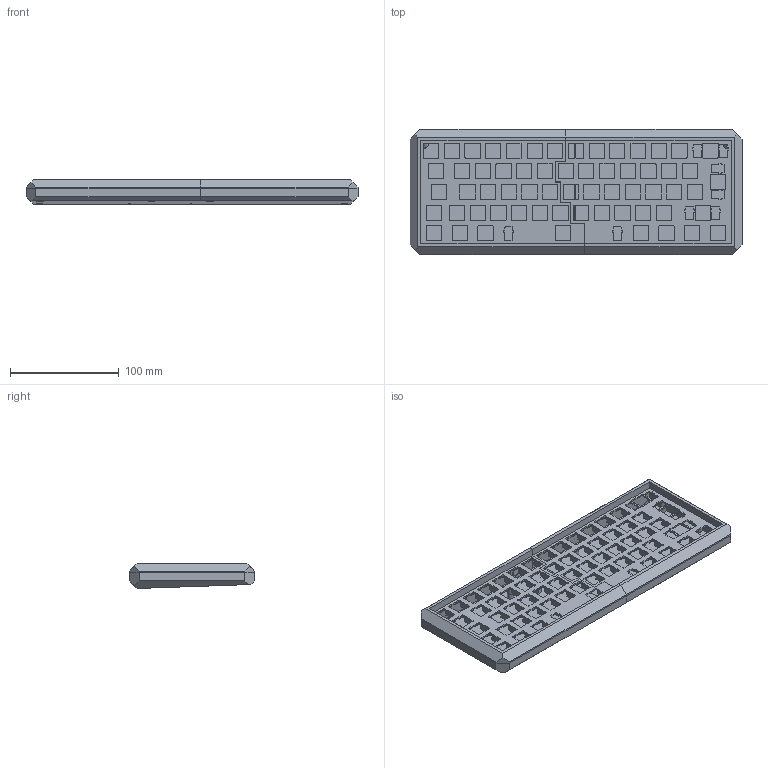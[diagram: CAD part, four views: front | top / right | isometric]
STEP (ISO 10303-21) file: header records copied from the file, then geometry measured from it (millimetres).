
FILE_DESCRIPTION(/* description */ (''),/* implementation_level */ '2;1');
FILE_NAME(/* name */ 'w60 iso v1.step',/* time_stamp */ '2021-11-06T22:04:57+01:00',/* author */ (''),/* organization */ (''),/* preprocessor_version */ 'ST-DEVELOPER v18.1',/* originating_system */ 'Autodesk Translation Framework v10.10.0.1391',/* authorisation */ '');
FILE_SCHEMA (('AUTOMOTIVE_DESIGN { 1 0 10303 214 3 1 1 }'));
Products named in the file (2): w60 iso; Case
Assembly tree (1 placements, depth 2):
  w60 iso
    Case
Bounding box: 305.75 x 115.25 x 23 mm (x, y, z)
Volume: 216324.7 mm3; surface area: 188208.7 mm2
Topology: 6 solids, 6 shells, 2119 faces, 6432 edges, 4280 vertices
Faces by surface type: plane 1547, cylinder 558, bspline 8, cone 6
Full cylindrical faces by diameter (mm): 3 x17, 6 x10
Entity records: 72725 total; most frequent: CARTESIAN_POINT 13449, ORIENTED_EDGE 12864, DIRECTION 11763, EDGE_CURVE 6432, LINE 5241, VECTOR 5241, VERTEX_POINT 4280, AXIS2_PLACEMENT_3D 3261
